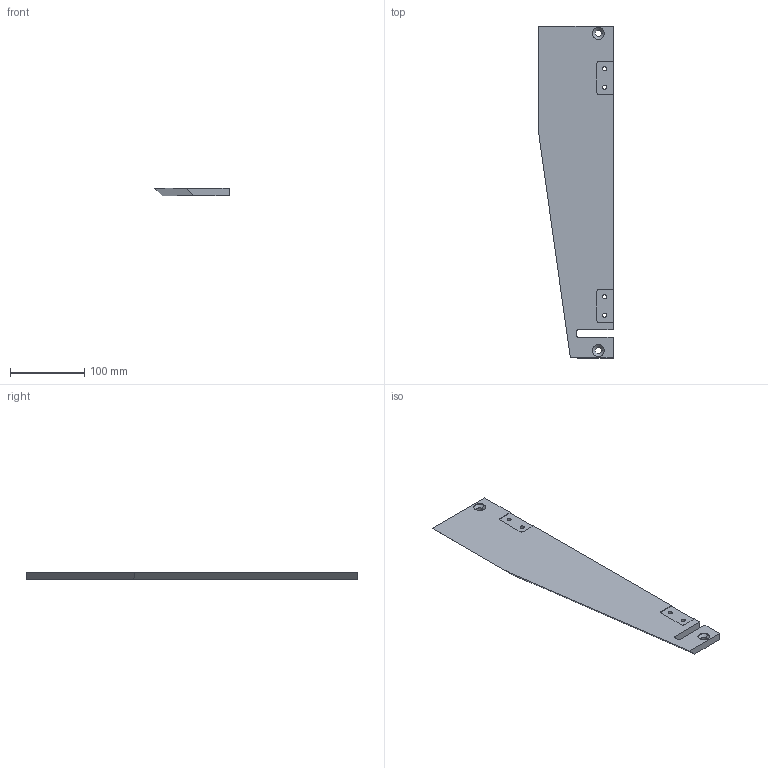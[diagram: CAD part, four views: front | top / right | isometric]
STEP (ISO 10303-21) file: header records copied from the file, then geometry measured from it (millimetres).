
FILE_DESCRIPTION (( 'STEP AP203' ), '1' );
FILE_NAME ('PB4.01.01.017 - rear left panel.STEP', '2020-04-23T19:01:04', ( '' ), ( '' ), 'SwSTEP 2.0', 'SolidWorks 2018', '' );
FILE_SCHEMA (( 'CONFIG_CONTROL_DESIGN' ));
Length unit declared in the file: millimetre
Products named in the file (1): PB4.01.01.017 - rear left panel
Bounding box: 100 x 447 x 10 mm (x, y, z)
Volume: 351118.2 mm3; surface area: 85244.9 mm2
Topology: 1 solids, 1 shells, 45 faces, 121 edges, 78 vertices
Faces by surface type: cylinder 22, plane 19, cone 4
Entity records: 1516 total; most frequent: DIRECTION 257, CARTESIAN_POINT 245, ORIENTED_EDGE 242, EDGE_CURVE 121, AXIS2_PLACEMENT_3D 90, VERTEX_POINT 78, LINE 77, VECTOR 77
